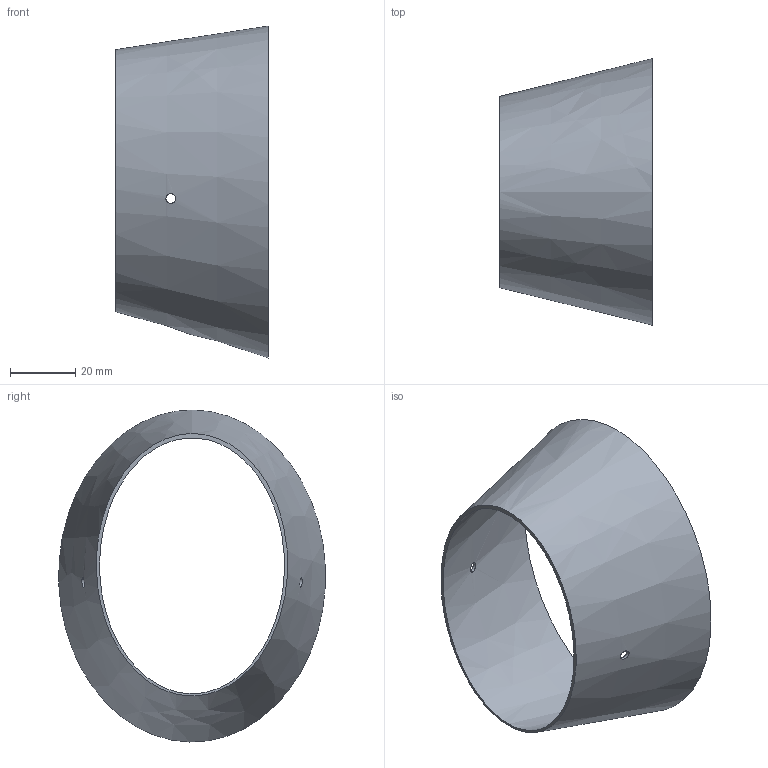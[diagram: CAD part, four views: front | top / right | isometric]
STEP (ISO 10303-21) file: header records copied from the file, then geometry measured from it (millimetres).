
FILE_DESCRIPTION(/* description */ (''),/* implementation_level */ '2;1');
FILE_NAME(/* name */ 'tail_body 1.step',/* time_stamp */ '2021-05-31T14:12:54+06:00',/* author */ (''),/* organization */ (''),/* preprocessor_version */ 'ST-DEVELOPER v18.1',/* originating_system */ 'Autodesk Translation Framework v10.9.0.1377',/* authorisation */ '');
FILE_SCHEMA (('AUTOMOTIVE_DESIGN { 1 0 10303 214 3 1 1 }'));
Length unit declared in the file: millimetre
Products named in the file (1): old_component
Bounding box: 47 x 81.89 x 101.99 mm (x, y, z)
Volume: 11771.1 mm3; surface area: 24851.3 mm2
Topology: 1 solids, 1 shells, 6 faces, 20 edges, 16 vertices
Faces by surface type: cylinder 2, plane 2, bspline 2
Full cylindrical faces by diameter (mm): 3 x2
Entity records: 908 total; most frequent: CARTESIAN_POINT 713, ORIENTED_EDGE 40, EDGE_CURVE 20, VERTEX_POINT 16, DIRECTION 16, B_SPLINE_CURVE_WITH_KNOTS 15, EDGE_LOOP 12, FACE_BOUND 6
